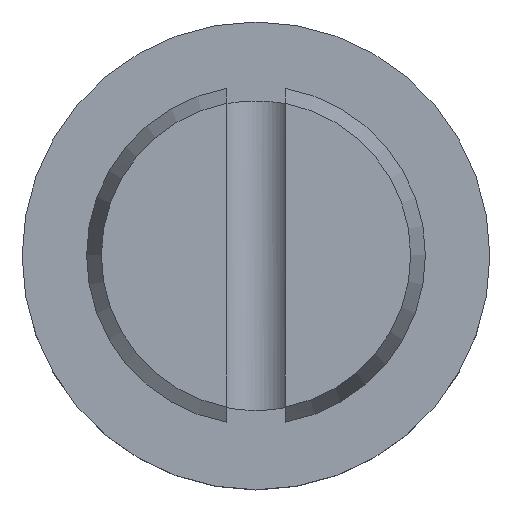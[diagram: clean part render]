
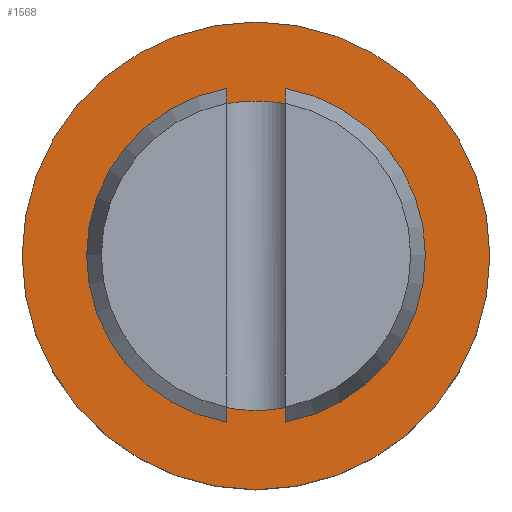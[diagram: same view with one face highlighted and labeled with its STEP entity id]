
A CAD part, top view. The second image highlights one B-rep face of the part: STEP entity #1568.
In plain terms, the highlighted planar face has unit normal (0, 0, 1).
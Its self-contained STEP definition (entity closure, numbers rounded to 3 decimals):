
#1415=CARTESIAN_POINT('',(0.0,2.1,0.889));
#1416=VERTEX_POINT('',#1415);
#1417=CARTESIAN_POINT('',(0.0,0.0,0.889));
#1418=DIRECTION('',(0.0,0.0,-1.0));
#1419=DIRECTION('',(0.0,1.0,0.0));
#1420=AXIS2_PLACEMENT_3D('',#1417,#1418,#1419);
#1421=CIRCLE('',#1420,2.1);
#1422=EDGE_CURVE('',#1416,#1416,#1421,.T.);
#1549=CARTESIAN_POINT('',(0.0,2.638,0.889));
#1550=DIRECTION('',(0.0,0.0,1.0));
#1551=DIRECTION('',(1.0,0.0,0.0));
#1552=AXIS2_PLACEMENT_3D('',#1549,#1550,#1551);
#1553=PLANE('',#1552);
#1554=CARTESIAN_POINT('',(0.0,3.175,0.889));
#1555=VERTEX_POINT('',#1554);
#1556=CARTESIAN_POINT('',(0.0,0.0,0.889));
#1557=DIRECTION('',(0.0,0.0,-1.0));
#1558=DIRECTION('',(0.0,1.0,0.0));
#1559=AXIS2_PLACEMENT_3D('',#1556,#1557,#1558);
#1560=CIRCLE('',#1559,3.175);
#1561=EDGE_CURVE('',#1555,#1555,#1560,.T.);
#1562=ORIENTED_EDGE('',*,*,#1561,.F.);
#1563=EDGE_LOOP('',(#1562));
#1564=FACE_OUTER_BOUND('',#1563,.T.);
#1565=ORIENTED_EDGE('',*,*,#1422,.T.);
#1566=EDGE_LOOP('',(#1565));
#1567=FACE_BOUND('',#1566,.T.);
#1568=ADVANCED_FACE('',(#1564,#1567),#1553,.T.);
